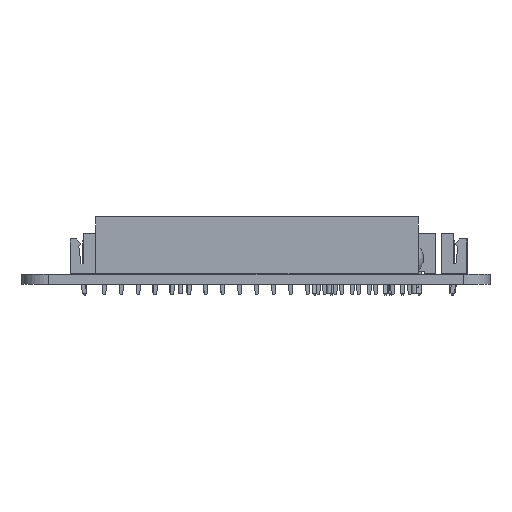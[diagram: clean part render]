
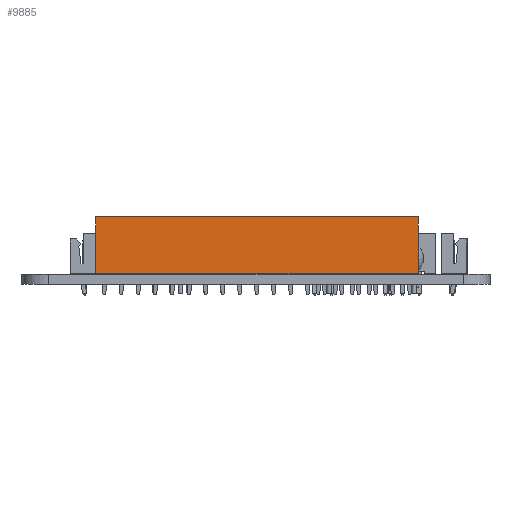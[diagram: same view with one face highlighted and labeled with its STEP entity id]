
A CAD part, left-side view. The second image highlights one B-rep face of the part: STEP entity #9885.
In plain terms, the highlighted planar face has unit normal (-1, 0, 0).
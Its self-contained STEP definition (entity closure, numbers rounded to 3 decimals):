
#7762 = VERTEX_POINT('',#7763);
#7763 = CARTESIAN_POINT('',(-1.27,-46.99,0.));
#7771 = EDGE_CURVE('',#7762,#7772,#7774,.T.);
#7772 = VERTEX_POINT('',#7773);
#7773 = CARTESIAN_POINT('',(-1.27,-46.99,8.5));
#7774 = LINE('',#7775,#7776);
#7775 = CARTESIAN_POINT('',(-1.27,-46.99,0.));
#7776 = VECTOR('',#7777,1.);
#7777 = DIRECTION('',(0.,0.,1.));
#7834 = VERTEX_POINT('',#7835);
#7835 = CARTESIAN_POINT('',(-1.27,1.27,8.5));
#7841 = EDGE_CURVE('',#7842,#7834,#7844,.T.);
#7842 = VERTEX_POINT('',#7843);
#7843 = CARTESIAN_POINT('',(-1.27,1.27,0.));
#7844 = LINE('',#7845,#7846);
#7845 = CARTESIAN_POINT('',(-1.27,1.27,0.));
#7846 = VECTOR('',#7847,1.);
#7847 = DIRECTION('',(0.,0.,1.));
#7906 = EDGE_CURVE('',#7834,#7772,#7907,.T.);
#7907 = LINE('',#7908,#7909);
#7908 = CARTESIAN_POINT('',(-1.27,1.27,8.5));
#7909 = VECTOR('',#7910,1.);
#7910 = DIRECTION('',(0.,-1.,0.));
#8575 = EDGE_CURVE('',#7842,#7762,#8576,.T.);
#8576 = LINE('',#8577,#8578);
#8577 = CARTESIAN_POINT('',(-1.27,1.27,0.));
#8578 = VECTOR('',#8579,1.);
#8579 = DIRECTION('',(0.,-1.,0.));
#9885 = ADVANCED_FACE('',(#9886),#9892,.F.);
#9886 = FACE_BOUND('',#9887,.F.);
#9887 = EDGE_LOOP('',(#9888,#9889,#9890,#9891));
#9888 = ORIENTED_EDGE('',*,*,#7841,.T.);
#9889 = ORIENTED_EDGE('',*,*,#7906,.T.);
#9890 = ORIENTED_EDGE('',*,*,#7771,.F.);
#9891 = ORIENTED_EDGE('',*,*,#8575,.F.);
#9892 = PLANE('',#9893);
#9893 = AXIS2_PLACEMENT_3D('',#9894,#9895,#9896);
#9894 = CARTESIAN_POINT('',(-1.27,1.27,0.));
#9895 = DIRECTION('',(1.,0.,0.));
#9896 = DIRECTION('',(0.,-1.,0.));
